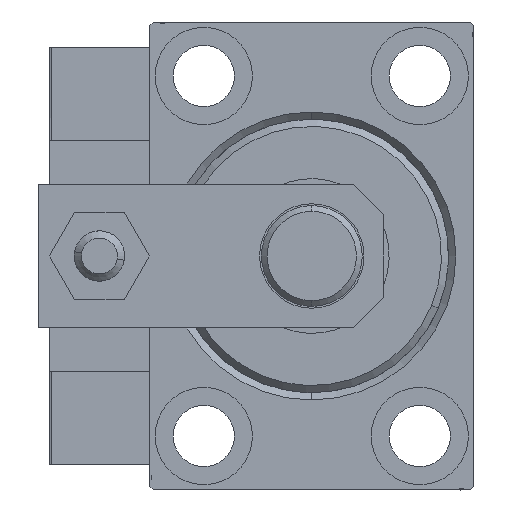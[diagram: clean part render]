
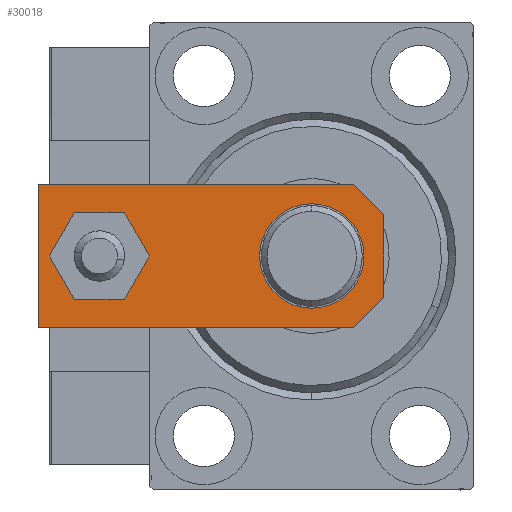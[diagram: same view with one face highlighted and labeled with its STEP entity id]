
A CAD part, left-side view. The second image highlights one B-rep face of the part: STEP entity #30018.
In plain terms, the highlighted face is planar.
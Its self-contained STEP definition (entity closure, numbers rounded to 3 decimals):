
#35 = VERTEX_POINT ( 'NONE', #3026 ) ;
#310 = EDGE_CURVE ( 'NONE', #47222, #35, #30433, .T. ) ;
#544 = DIRECTION ( 'NONE',  ( 0., 0., 1. ) ) ;
#892 = ORIENTED_EDGE ( 'NONE', *, *, #29786, .T. ) ;
#2057 = LINE ( 'NONE', #14165, #6243 ) ;
#2217 = DIRECTION ( 'NONE',  ( 1., 0., 0. ) ) ;
#3026 = CARTESIAN_POINT ( 'NONE',  ( 5.76, 0., 6. ) ) ;
#5198 = VECTOR ( 'NONE', #26678, 1000. ) ;
#5244 = CARTESIAN_POINT ( 'NONE',  ( 10., 48., 6. ) ) ;
#5515 = DIRECTION ( 'NONE',  ( 0., 0., 1. ) ) ;
#6243 = VECTOR ( 'NONE', #9531, 1000. ) ;
#6758 = EDGE_CURVE ( 'NONE', #18778, #9623, #14694, .T. ) ;
#7459 = FACE_BOUND ( 'NONE', #41911, .T. ) ;
#7556 = LINE ( 'NONE', #42702, #12923 ) ;
#7923 = VERTEX_POINT ( 'NONE', #10574 ) ;
#7951 = FACE_OUTER_BOUND ( 'NONE', #30972, .T. ) ;
#8009 = VERTEX_POINT ( 'NONE', #17756 ) ;
#8256 = CARTESIAN_POINT ( 'NONE',  ( 10., 0., 6. ) ) ;
#9531 = DIRECTION ( 'NONE',  ( -1., 0., 0. ) ) ;
#9623 = VERTEX_POINT ( 'NONE', #40467 ) ;
#9812 = AXIS2_PLACEMENT_3D ( 'NONE', #37399, #10729, #2217 ) ;
#10137 = DIRECTION ( 'NONE',  ( 1., 0., 0. ) ) ;
#10574 = CARTESIAN_POINT ( 'NONE',  ( 4., 39.5, 6. ) ) ;
#10577 = AXIS2_PLACEMENT_3D ( 'NONE', #33456, #29628, #10137 ) ;
#10596 = AXIS2_PLACEMENT_3D ( 'NONE', #15992, #544, #19581 ) ;
#10629 = VECTOR ( 'NONE', #26999, 1000. ) ;
#10729 = DIRECTION ( 'NONE',  ( 0., 0., 1. ) ) ;
#10797 = LINE ( 'NONE', #26179, #5198 ) ;
#11723 = ORIENTED_EDGE ( 'NONE', *, *, #6758, .F. ) ;
#12647 = ORIENTED_EDGE ( 'NONE', *, *, #19026, .T. ) ;
#12923 = VECTOR ( 'NONE', #23214, 1000. ) ;
#13370 = LINE ( 'NONE', #35939, #40655 ) ;
#14165 = CARTESIAN_POINT ( 'NONE',  ( 10., 48., 6. ) ) ;
#14490 = AXIS2_PLACEMENT_3D ( 'NONE', #40928, #5515, #29116 ) ;
#14694 = CIRCLE ( 'NONE', #10577, 7.25 ) ;
#14972 = LINE ( 'NONE', #8256, #10629 ) ;
#15416 = DIRECTION ( 'NONE',  ( 1., 0., 0. ) ) ;
#15992 = CARTESIAN_POINT ( 'NONE',  ( 0., 39.5, 6. ) ) ;
#16593 = VERTEX_POINT ( 'NONE', #5244 ) ;
#17026 = ORIENTED_EDGE ( 'NONE', *, *, #43336, .T. ) ;
#17736 = VERTEX_POINT ( 'NONE', #31622 ) ;
#17756 = CARTESIAN_POINT ( 'NONE',  ( -4., 39.5, 6. ) ) ;
#18517 = EDGE_CURVE ( 'NONE', #9623, #18778, #48845, .T. ) ;
#18778 = VERTEX_POINT ( 'NONE', #38849 ) ;
#18825 = CIRCLE ( 'NONE', #9812, 4. ) ;
#19026 = EDGE_CURVE ( 'NONE', #16593, #17736, #2057, .T. ) ;
#19497 = PLANE ( 'NONE',  #22125 ) ;
#19581 = DIRECTION ( 'NONE',  ( 1., 0., 0. ) ) ;
#19830 = VERTEX_POINT ( 'NONE', #42116 ) ;
#20728 = VERTEX_POINT ( 'NONE', #21026 ) ;
#21026 = CARTESIAN_POINT ( 'NONE',  ( 10., 4.24, 6. ) ) ;
#21573 = EDGE_CURVE ( 'NONE', #35, #20728, #7556, .T. ) ;
#22125 = AXIS2_PLACEMENT_3D ( 'NONE', #23860, #23115, #15416 ) ;
#23115 = DIRECTION ( 'NONE',  ( 0., 0., 1. ) ) ;
#23214 = DIRECTION ( 'NONE',  ( 0.707, 0.707, 0. ) ) ;
#23860 = CARTESIAN_POINT ( 'NONE',  ( 0., 0., 6. ) ) ;
#25204 = EDGE_CURVE ( 'NONE', #7923, #8009, #45811, .T. ) ;
#25911 = EDGE_CURVE ( 'NONE', #8009, #7923, #18825, .T. ) ;
#26179 = CARTESIAN_POINT ( 'NONE',  ( -2.88, -2.88, 6. ) ) ;
#26591 = DIRECTION ( 'NONE',  ( 1., 0., 0. ) ) ;
#26678 = DIRECTION ( 'NONE',  ( 0.707, -0.707, 0. ) ) ;
#26999 = DIRECTION ( 'NONE',  ( 0., 1., 0. ) ) ;
#27931 = ORIENTED_EDGE ( 'NONE', *, *, #25911, .F. ) ;
#29116 = DIRECTION ( 'NONE',  ( 1., 0., 0. ) ) ;
#29628 = DIRECTION ( 'NONE',  ( 0., 0., 1. ) ) ;
#29786 = EDGE_CURVE ( 'NONE', #20728, #16593, #14972, .T. ) ;
#30018 = ADVANCED_FACE ( 'NONE', ( #31535, #7951, #7459 ), #19497, .T. ) ;
#30433 = LINE ( 'NONE', #46080, #41460 ) ;
#30627 = CARTESIAN_POINT ( 'NONE',  ( -5.76, 0., 6. ) ) ;
#30972 = EDGE_LOOP ( 'NONE', ( #33699, #17026, #45247, #34510, #892, #12647 ) ) ;
#31535 = FACE_BOUND ( 'NONE', #45848, .T. ) ;
#31622 = CARTESIAN_POINT ( 'NONE',  ( -10., 48., 6. ) ) ;
#33097 = ORIENTED_EDGE ( 'NONE', *, *, #25204, .F. ) ;
#33456 = CARTESIAN_POINT ( 'NONE',  ( 0., 10., 6. ) ) ;
#33699 = ORIENTED_EDGE ( 'NONE', *, *, #48440, .T. ) ;
#34510 = ORIENTED_EDGE ( 'NONE', *, *, #21573, .T. ) ;
#35939 = CARTESIAN_POINT ( 'NONE',  ( -10., 48., 6. ) ) ;
#37389 = ORIENTED_EDGE ( 'NONE', *, *, #18517, .F. ) ;
#37399 = CARTESIAN_POINT ( 'NONE',  ( 0., 39.5, 6. ) ) ;
#38849 = CARTESIAN_POINT ( 'NONE',  ( -7.25, 10., 6. ) ) ;
#40467 = CARTESIAN_POINT ( 'NONE',  ( 7.25, 10., 6. ) ) ;
#40655 = VECTOR ( 'NONE', #44125, 1000. ) ;
#40928 = CARTESIAN_POINT ( 'NONE',  ( 0., 10., 6. ) ) ;
#41460 = VECTOR ( 'NONE', #26591, 1000. ) ;
#41911 = EDGE_LOOP ( 'NONE', ( #11723, #37389 ) ) ;
#42116 = CARTESIAN_POINT ( 'NONE',  ( -10., 4.24, 6. ) ) ;
#42702 = CARTESIAN_POINT ( 'NONE',  ( 2.88, -2.88, 6. ) ) ;
#43336 = EDGE_CURVE ( 'NONE', #19830, #47222, #10797, .T. ) ;
#44125 = DIRECTION ( 'NONE',  ( 0., -1., 0. ) ) ;
#45247 = ORIENTED_EDGE ( 'NONE', *, *, #310, .T. ) ;
#45811 = CIRCLE ( 'NONE', #10596, 4. ) ;
#45848 = EDGE_LOOP ( 'NONE', ( #27931, #33097 ) ) ;
#46080 = CARTESIAN_POINT ( 'NONE',  ( -10., 0., 6. ) ) ;
#47222 = VERTEX_POINT ( 'NONE', #30627 ) ;
#48440 = EDGE_CURVE ( 'NONE', #17736, #19830, #13370, .T. ) ;
#48845 = CIRCLE ( 'NONE', #14490, 7.25 ) ;
